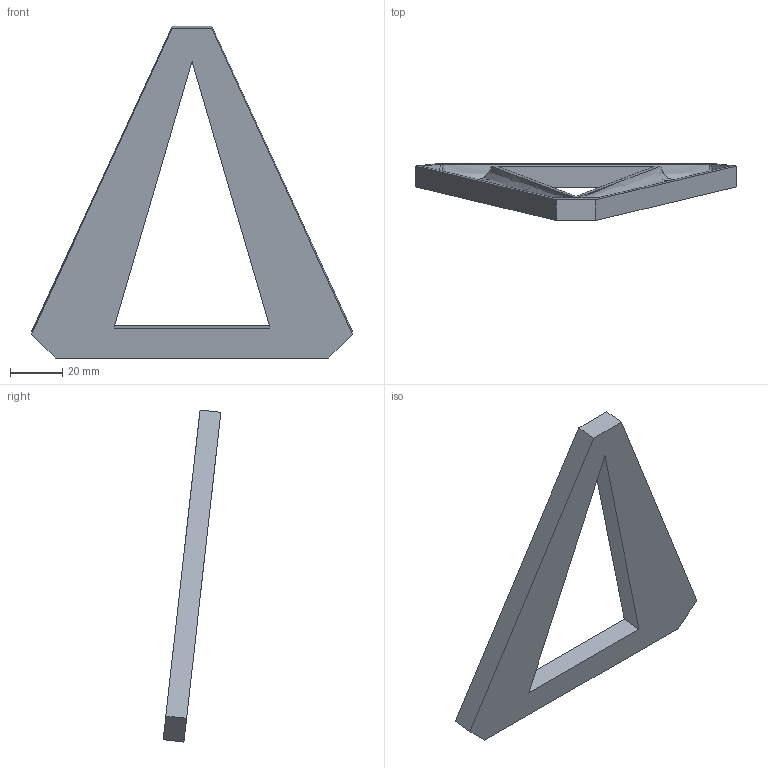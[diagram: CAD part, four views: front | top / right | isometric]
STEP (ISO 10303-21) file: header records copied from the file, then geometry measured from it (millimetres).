
FILE_DESCRIPTION (( 'STEP AP214' ), '1' );
FILE_NAME ('two_finger_gel_mold.STEP', '2025-03-13T19:34:19', ( '' ), ( '' ), 'SwSTEP 2.0', 'SolidWorks 2024', '' );
FILE_SCHEMA (( 'AUTOMOTIVE_DESIGN' ));
Length unit declared in the file: inch
Products named in the file (1): two_finger_gel_mold
Bounding box: 122.79 x 22.05 x 127.01 mm (x, y, z)
Volume: 29323.7 mm3; surface area: 19636.5 mm2
Topology: 1 solids, 1 shells, 44 faces, 123 edges, 78 vertices
Faces by surface type: plane 21, bspline 18, cylinder 5
Entity records: 2769 total; most frequent: CARTESIAN_POINT 1818, ORIENTED_EDGE 242, EDGE_CURVE 121, DIRECTION 115, VERTEX_POINT 78, B_SPLINE_CURVE_WITH_KNOTS 59, VECTOR 53, LINE 53
